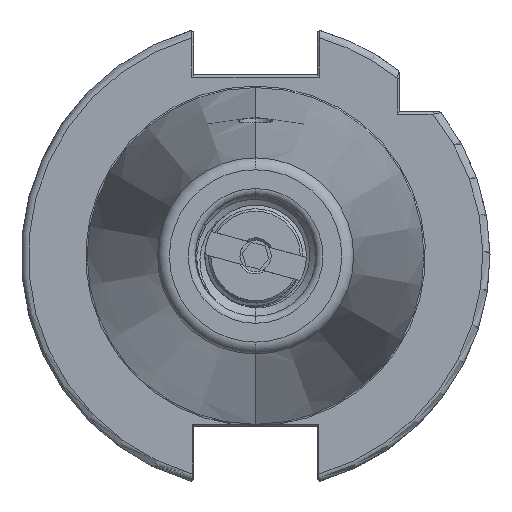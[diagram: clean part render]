
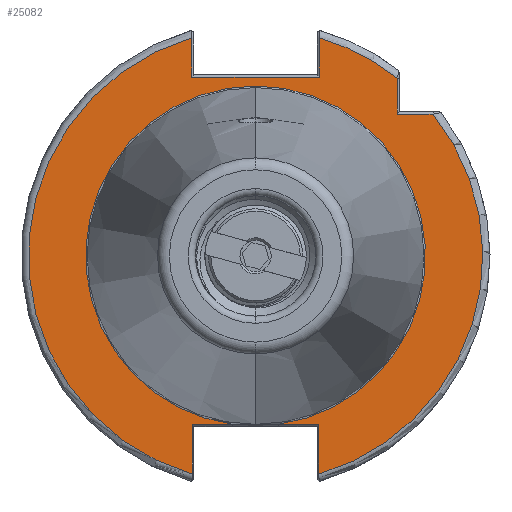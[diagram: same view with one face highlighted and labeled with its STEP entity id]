
A CAD part, left-side view. The second image highlights one B-rep face of the part: STEP entity #25082.
In plain terms, the highlighted planar face has unit normal (-1, 0, 0).
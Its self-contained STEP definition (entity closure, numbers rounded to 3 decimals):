
#4957 = CARTESIAN_POINT ( 'NONE',  ( 0., 35.392, 0. ) ) ;
#4961 = DIRECTION ( 'NONE',  ( 1., 0., 0. ) ) ;
#5009 = PLANE ( 'NONE',  #43971 ) ;
#5025 = DIRECTION ( 'NONE',  ( 0., 0., -1. ) ) ;
#15210 = EDGE_CURVE ( 'NONE', #39251, #39240, #16163, .T. ) ;
#15577 = AXIS2_PLACEMENT_3D ( 'NONE', #43162, #43170, #43180 ) ;
#16163 = CIRCLE ( 'NONE', #24292, 47.25 ) ;
#16182 = LINE ( 'NONE', #38016, #16183 ) ;
#16183 = VECTOR ( 'NONE', #38009, 1000. ) ;
#16185 = CIRCLE ( 'NONE', #24098, 47.25 ) ;
#16190 = LINE ( 'NONE', #37794, #16225 ) ;
#16191 = LINE ( 'NONE', #37817, #16198 ) ;
#16196 = VECTOR ( 'NONE', #37796, 1000. ) ;
#16198 = VECTOR ( 'NONE', #37848, 1000. ) ;
#16204 = LINE ( 'NONE', #37856, #16242 ) ;
#16210 = LINE ( 'NONE', #37781, #16196 ) ;
#16215 = CIRCLE ( 'NONE', #24094, 35.327 ) ;
#16218 = LINE ( 'NONE', #38015, #17276 ) ;
#16225 = VECTOR ( 'NONE', #37806, 1000. ) ;
#16228 = CIRCLE ( 'NONE', #24085, 47.25 ) ;
#16232 = LINE ( 'NONE', #37692, #16237 ) ;
#16236 = LINE ( 'NONE', #37787, #16238 ) ;
#16237 = VECTOR ( 'NONE', #37687, 1000. ) ;
#16238 = VECTOR ( 'NONE', #37798, 1000. ) ;
#16242 = VECTOR ( 'NONE', #37863, 1000. ) ;
#16243 = LINE ( 'NONE', #37950, #16244 ) ;
#16244 = VECTOR ( 'NONE', #37955, 1000. ) ;
#16258 = VERTEX_POINT ( 'NONE', #38553 ) ;
#16272 = VERTEX_POINT ( 'NONE', #38547 ) ;
#16702 = ORIENTED_EDGE ( 'NONE', *, *, #15210, .T. ) ;
#16719 = ORIENTED_EDGE ( 'NONE', *, *, #24217, .T. ) ;
#16747 = ORIENTED_EDGE ( 'NONE', *, *, #24158, .T. ) ;
#16808 = ORIENTED_EDGE ( 'NONE', *, *, #24215, .T. ) ;
#17276 = VECTOR ( 'NONE', #37976, 1000. ) ;
#24085 = AXIS2_PLACEMENT_3D ( 'NONE', #37826, #37841, #37842 ) ;
#24094 = AXIS2_PLACEMENT_3D ( 'NONE', #37763, #37764, #37766 ) ;
#24098 = AXIS2_PLACEMENT_3D ( 'NONE', #38048, #38053, #38047 ) ;
#24158 = EDGE_CURVE ( 'NONE', #39240, #39206, #16232, .T. ) ;
#24170 = EDGE_CURVE ( 'NONE', #39274, #39327, #16210, .T. ) ;
#24171 = EDGE_CURVE ( 'NONE', #39324, #39211, #16236, .T. ) ;
#24175 = EDGE_CURVE ( 'NONE', #39315, #39308, #16190, .T. ) ;
#24176 = EDGE_CURVE ( 'NONE', #39318, #16258, #16215, .T. ) ;
#24181 = EDGE_CURVE ( 'NONE', #39323, #39251, #16191, .T. ) ;
#24182 = EDGE_CURVE ( 'NONE', #39308, #39324, #16228, .T. ) ;
#24198 = EDGE_CURVE ( 'NONE', #39211, #39318, #16204, .T. ) ;
#24207 = EDGE_CURVE ( 'NONE', #16272, #39323, #16243, .T. ) ;
#24215 = EDGE_CURVE ( 'NONE', #39206, #39281, #16182, .T. ) ;
#24217 = EDGE_CURVE ( 'NONE', #39281, #39274, #16185, .T. ) ;
#24219 = EDGE_CURVE ( 'NONE', #39327, #39315, #16218, .T. ) ;
#24292 = AXIS2_PLACEMENT_3D ( 'NONE', #24829, #24832, #24826 ) ;
#24826 = DIRECTION ( 'NONE',  ( 0., 0., -1. ) ) ;
#24829 = CARTESIAN_POINT ( 'NONE',  ( 0., 0., 0. ) ) ;
#24832 = DIRECTION ( 'NONE',  ( -1., 0., 0. ) ) ;
#25082 = ADVANCED_FACE ( 'NONE', ( #42598 ), #5009, .F. ) ;
#27151 = EDGE_CURVE ( 'NONE', #16258, #16272, #43550, .T. ) ;
#37687 = DIRECTION ( 'NONE',  ( 0., 1., 0. ) ) ;
#37692 = CARTESIAN_POINT ( 'NONE',  ( 0., 35.392, 29.5 ) ) ;
#37763 = CARTESIAN_POINT ( 'NONE',  ( 0., 0., 0. ) ) ;
#37764 = DIRECTION ( 'NONE',  ( 1., 0., 0. ) ) ;
#37766 = DIRECTION ( 'NONE',  ( 0., 0., -1. ) ) ;
#37781 = CARTESIAN_POINT ( 'NONE',  ( 0., -13.251, 37.7 ) ) ;
#37787 = CARTESIAN_POINT ( 'NONE',  ( 0., 13.131, 0. ) ) ;
#37794 = CARTESIAN_POINT ( 'NONE',  ( 0., 13.251, 45.469 ) ) ;
#37796 = DIRECTION ( 'NONE',  ( 0., 0., -1. ) ) ;
#37798 = DIRECTION ( 'NONE',  ( 0., 0., 1. ) ) ;
#37806 = DIRECTION ( 'NONE',  ( 0., 0., 1. ) ) ;
#37817 = CARTESIAN_POINT ( 'NONE',  ( 0., -13.131, 0. ) ) ;
#37826 = CARTESIAN_POINT ( 'NONE',  ( 0., 0., 0. ) ) ;
#37841 = DIRECTION ( 'NONE',  ( -1., 0., 0. ) ) ;
#37842 = DIRECTION ( 'NONE',  ( 0., 0., -1. ) ) ;
#37848 = DIRECTION ( 'NONE',  ( 0., 0., -1. ) ) ;
#37856 = CARTESIAN_POINT ( 'NONE',  ( 0., 35.392, -35. ) ) ;
#37863 = DIRECTION ( 'NONE',  ( 0., -1., 0. ) ) ;
#37950 = CARTESIAN_POINT ( 'NONE',  ( 0., 35.392, -35. ) ) ;
#37955 = DIRECTION ( 'NONE',  ( 0., -1., 0. ) ) ;
#37976 = DIRECTION ( 'NONE',  ( 0., 1., 0. ) ) ;
#38009 = DIRECTION ( 'NONE',  ( 0., 0., 1. ) ) ;
#38015 = CARTESIAN_POINT ( 'NONE',  ( 0., 12.85, 37.2 ) ) ;
#38016 = CARTESIAN_POINT ( 'NONE',  ( 0., -29.5, 0. ) ) ;
#38047 = DIRECTION ( 'NONE',  ( 0., 0., -1. ) ) ;
#38048 = CARTESIAN_POINT ( 'NONE',  ( 0., 0., 0. ) ) ;
#38053 = DIRECTION ( 'NONE',  ( -1., 0., 0. ) ) ;
#38547 = CARTESIAN_POINT ( 'NONE',  ( 0., -4.796, -35. ) ) ;
#38553 = CARTESIAN_POINT ( 'NONE',  ( 0., 0., 35.327 ) ) ;
#39206 = VERTEX_POINT ( 'NONE', #43756 ) ;
#39211 = VERTEX_POINT ( 'NONE', #43569 ) ;
#39240 = VERTEX_POINT ( 'NONE', #43847 ) ;
#39251 = VERTEX_POINT ( 'NONE', #43816 ) ;
#39274 = VERTEX_POINT ( 'NONE', #43838 ) ;
#39281 = VERTEX_POINT ( 'NONE', #43794 ) ;
#39308 = VERTEX_POINT ( 'NONE', #41847 ) ;
#39315 = VERTEX_POINT ( 'NONE', #41906 ) ;
#39318 = VERTEX_POINT ( 'NONE', #41850 ) ;
#39323 = VERTEX_POINT ( 'NONE', #41809 ) ;
#39324 = VERTEX_POINT ( 'NONE', #41834 ) ;
#39327 = VERTEX_POINT ( 'NONE', #41796 ) ;
#39546 = EDGE_LOOP ( 'NONE', ( #16702, #16747, #16808, #16719, #40001, #39915, #40014, #39914, #39942, #39946, #39923, #40002, #39963, #39940 ) ) ;
#39914 = ORIENTED_EDGE ( 'NONE', *, *, #24182, .T. ) ;
#39915 = ORIENTED_EDGE ( 'NONE', *, *, #24219, .T. ) ;
#39923 = ORIENTED_EDGE ( 'NONE', *, *, #24176, .T. ) ;
#39940 = ORIENTED_EDGE ( 'NONE', *, *, #24181, .T. ) ;
#39942 = ORIENTED_EDGE ( 'NONE', *, *, #24171, .T. ) ;
#39946 = ORIENTED_EDGE ( 'NONE', *, *, #24198, .T. ) ;
#39963 = ORIENTED_EDGE ( 'NONE', *, *, #24207, .T. ) ;
#40001 = ORIENTED_EDGE ( 'NONE', *, *, #24170, .T. ) ;
#40002 = ORIENTED_EDGE ( 'NONE', *, *, #27151, .T. ) ;
#40014 = ORIENTED_EDGE ( 'NONE', *, *, #24175, .T. ) ;
#41796 = CARTESIAN_POINT ( 'NONE',  ( 0., -13.251, 37.2 ) ) ;
#41809 = CARTESIAN_POINT ( 'NONE',  ( 0., -13.131, -35. ) ) ;
#41834 = CARTESIAN_POINT ( 'NONE',  ( 0., 13.131, -45.389 ) ) ;
#41847 = CARTESIAN_POINT ( 'NONE',  ( 0., 13.251, 45.354 ) ) ;
#41850 = CARTESIAN_POINT ( 'NONE',  ( 0., 4.796, -35. ) ) ;
#41906 = CARTESIAN_POINT ( 'NONE',  ( 0., 13.251, 37.2 ) ) ;
#42598 = FACE_OUTER_BOUND ( 'NONE', #39546, .T. ) ;
#43162 = CARTESIAN_POINT ( 'NONE',  ( 0., 0., 0. ) ) ;
#43170 = DIRECTION ( 'NONE',  ( 1., 0., 0. ) ) ;
#43180 = DIRECTION ( 'NONE',  ( 0., 0., -1. ) ) ;
#43550 = CIRCLE ( 'NONE', #15577, 35.327 ) ;
#43569 = CARTESIAN_POINT ( 'NONE',  ( 0., 13.131, -35. ) ) ;
#43756 = CARTESIAN_POINT ( 'NONE',  ( 0., -29.5, 29.5 ) ) ;
#43794 = CARTESIAN_POINT ( 'NONE',  ( 0., -29.5, 36.91 ) ) ;
#43816 = CARTESIAN_POINT ( 'NONE',  ( 0., -13.131, -45.389 ) ) ;
#43838 = CARTESIAN_POINT ( 'NONE',  ( 0., -13.251, 45.354 ) ) ;
#43847 = CARTESIAN_POINT ( 'NONE',  ( 0., -36.91, 29.5 ) ) ;
#43971 = AXIS2_PLACEMENT_3D ( 'NONE', #4957, #4961, #5025 ) ;
